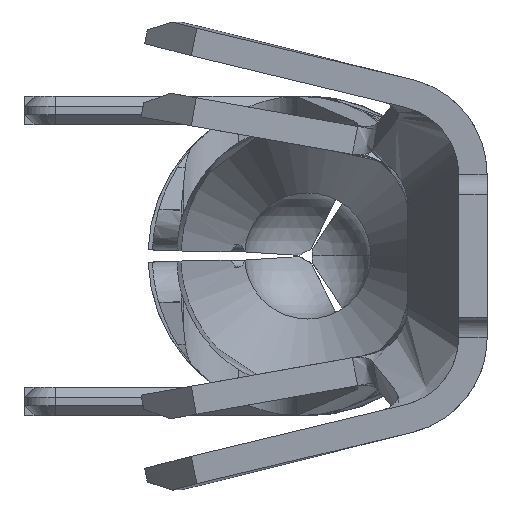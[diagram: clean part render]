
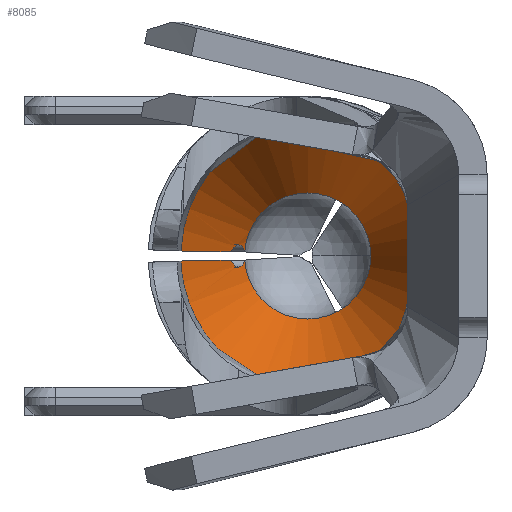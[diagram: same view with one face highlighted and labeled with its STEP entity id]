
A CAD part, left-side view. The second image highlights one B-rep face of the part: STEP entity #8085.
In plain terms, the highlighted free-form (B-spline) face has degree [3, 1] with [6, 2] control points.
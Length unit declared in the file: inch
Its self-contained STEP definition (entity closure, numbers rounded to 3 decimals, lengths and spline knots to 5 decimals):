
#60 = VERTEX_POINT ( 'NONE', #9239 ) ;
#192 = VECTOR ( 'NONE', #7436, 39.37008 ) ;
#305 = CARTESIAN_POINT ( 'NONE',  ( -0.36254, 0.03393, 0.00544 ) ) ;
#313 = DIRECTION ( 'NONE',  ( 0., 0., 1. ) ) ;
#355 = CARTESIAN_POINT ( 'NONE',  ( -0.43, 0.06445, 0.0025 ) ) ;
#472 = CARTESIAN_POINT ( 'NONE',  ( -0.36254, 0.03393, 0.00544 ) ) ;
#559 = DIRECTION ( 'NONE',  ( 1., 0., 0. ) ) ;
#709 = CARTESIAN_POINT ( 'NONE',  ( -0.43, 0.06445, 0.0025 ) ) ;
#759 = ORIENTED_EDGE ( 'NONE', *, *, #1182, .F. ) ;
#764 = CARTESIAN_POINT ( 'NONE',  ( -0.36806, 0.03665, -0.00427 ) ) ;
#866 = CARTESIAN_POINT ( 'NONE',  ( -0.355, 0., 0.031 ) ) ;
#869 = EDGE_CURVE ( 'NONE', #2698, #1959, #9746, .T. ) ;
#1182 = EDGE_CURVE ( 'NONE', #9035, #60, #2284, .T. ) ;
#1186 = EDGE_CURVE ( 'NONE', #60, #2698, #6294, .T. ) ;
#1203 = CARTESIAN_POINT ( 'NONE',  ( -0.43, 0., 0.0645 ) ) ;
#1251 = CARTESIAN_POINT ( 'NONE',  ( -0.43, 0., 0. ) ) ;
#1258 = ORIENTED_EDGE ( 'NONE', *, *, #2070, .T. ) ;
#1416 = AXIS2_PLACEMENT_3D ( 'NONE', #2532, #7805, #3298 ) ;
#1477 = CARTESIAN_POINT ( 'NONE',  ( -0.3925, 0.04769, -0.00225 ) ) ;
#1511 = CARTESIAN_POINT ( 'NONE',  ( -0.43, 0.06445, -0.0025 ) ) ;
#1739 = AXIS2_PLACEMENT_3D ( 'NONE', #5055, #559, #5787 ) ;
#1742 = CIRCLE ( 'NONE', #9320, 0.031 ) ;
#1756 = CARTESIAN_POINT ( 'NONE',  ( -0.35695, 0.03166, 0.00424 ) ) ;
#1910 = AXIS2_PLACEMENT_3D ( 'NONE', #9342, #4821, #313 ) ;
#1959 = VERTEX_POINT ( 'NONE', #8071 ) ;
#1996 = DIRECTION ( 'NONE',  ( 0., 0., 1. ) ) ;
#2070 = EDGE_CURVE ( 'NONE', #9482, #5736, #4529, .T. ) ;
#2215 = EDGE_CURVE ( 'NONE', #4503, #5736, #4338, .T. ) ;
#2237 = CARTESIAN_POINT ( 'NONE',  ( -0.3925, 0.04769, 0.00225 ) ) ;
#2268 = CARTESIAN_POINT ( 'NONE',  ( -0.35984, 0.03271, -0.00545 ) ) ;
#2284 = CIRCLE ( 'NONE', #1416, 0.0645 ) ;
#2449 = EDGE_CURVE ( 'NONE', #9482, #9035, #7470, .T. ) ;
#2505 = CARTESIAN_POINT ( 'NONE',  ( -0.3598, 0.03269, 0.00544 ) ) ;
#2523 = VECTOR ( 'NONE', #2863, 39.37008 ) ;
#2532 = CARTESIAN_POINT ( 'NONE',  ( -0.43, 0., 0. ) ) ;
#2690 = ORIENTED_EDGE ( 'NONE', *, *, #2215, .F. ) ;
#2698 = VERTEX_POINT ( 'NONE', #1511 ) ;
#2793 = VERTEX_POINT ( 'NONE', #866 ) ;
#2863 = DIRECTION ( 'NONE',  ( 0.913, -0.408, -0.006 ) ) ;
#2935 = CARTESIAN_POINT ( 'NONE',  ( -0.355, 0.02718, -0.06009 ) ) ;
#3013 = ORIENTED_EDGE ( 'NONE', *, *, #7163, .T. ) ;
#3040 = CARTESIAN_POINT ( 'NONE',  ( -0.355, 0.03094, -0.002 ) ) ;
#3298 = DIRECTION ( 'NONE',  ( 0., 0., 1. ) ) ;
#3508 = EDGE_CURVE ( 'NONE', #6418, #4503, #6985, .T. ) ;
#3685 = CARTESIAN_POINT ( 'NONE',  ( -0.355, -0.031, -0.05821 ) ) ;
#3692 = VERTEX_POINT ( 'NONE', #7341 ) ;
#3832 = EDGE_CURVE ( 'NONE', #1959, #3692, #4506, .T. ) ;
#3895 = EDGE_LOOP ( 'NONE', ( #6483, #8919, #8512, #759, #9641, #1258, #2690, #7339, #7087, #4039, #3013 ) ) ;
#4021 = VERTEX_POINT ( 'NONE', #5495 ) ;
#4039 = ORIENTED_EDGE ( 'NONE', *, *, #6145, .T. ) ;
#4138 = CARTESIAN_POINT ( 'NONE',  ( -0.355, 0., 0. ) ) ;
#4338 = B_SPLINE_CURVE_WITH_KNOTS ( 'NONE', 3,
 ( #305, #4817, #9334, #5542 ),
 .UNSPECIFIED., .F., .F.,
 ( 4, 4 ),
 ( 0.00023, 0.00046 ),
 .UNSPECIFIED. ) ;
#4452 = CARTESIAN_POINT ( 'NONE',  ( -0.355, -0.031, 0.05821 ) ) ;
#4456 = CARTESIAN_POINT ( 'NONE',  ( -0.355, 0., 0. ) ) ;
#4503 = VERTEX_POINT ( 'NONE', #472 ) ;
#4506 = B_SPLINE_CURVE_WITH_KNOTS ( 'NONE', 3,
 ( #6015, #764, #6786, #2268, #7539, #3040 ),
 .UNSPECIFIED., .F., .F.,
 ( 4, 2, 4 ),
 ( 0., 0.00023, 0.00046 ),
 .UNSPECIFIED. ) ;
#4529 = LINE ( 'NONE', #2237, #2523 ) ;
#4754 = CARTESIAN_POINT ( 'NONE',  ( -0.355, 0.03094, 0.002 ) ) ;
#4817 = CARTESIAN_POINT ( 'NONE',  ( -0.36533, 0.03519, 0.00544 ) ) ;
#4821 = DIRECTION ( 'NONE',  ( 1., 0., 0. ) ) ;
#4905 = DIRECTION ( 'NONE',  ( 0., 0., -1. ) ) ;
#5055 = CARTESIAN_POINT ( 'NONE',  ( -0.355, 0., 0. ) ) ;
#5176 = CARTESIAN_POINT ( 'NONE',  ( -0.355, 0.03094, -0.002 ) ) ;
#5178 = EDGE_CURVE ( 'NONE', #6418, #2793, #1742, .T. ) ;
#5201 = CARTESIAN_POINT ( 'NONE',  ( -0.355, 0.02718, 0.06009 ) ) ;
#5206 = DIRECTION ( 'NONE',  ( 0., 0., -1. ) ) ;
#5460 =( BOUNDED_SURFACE ( )  B_SPLINE_SURFACE ( 3, 1, ( 
 ( #8947, #5176 ),
 ( #7443, #2935 ),
 ( #8212, #3685 ),
 ( #8971, #4452 ),
 ( #9740, #5201 ),
 ( #709, #5949 ) ),
 .UNSPECIFIED., .F., .F., .F. ) 
 B_SPLINE_SURFACE_WITH_KNOTS ( ( 4, 2, 4 ),
 ( 2, 2 ),
 ( 0., 0.5, 1. ),
 ( 0., 1. ),
 .UNSPECIFIED. ) 
 GEOMETRIC_REPRESENTATION_ITEM ( )  RATIONAL_B_SPLINE_SURFACE ( (
 ( 1., 1.),
 ( 0.12, 0.126),
 ( 0.042, 0.045),
 ( 0.042, 0.045),
 ( 0.12, 0.126),
 ( 1., 1.) ) ) 
 REPRESENTATION_ITEM ( '' )  SURFACE ( )  );
#5495 = CARTESIAN_POINT ( 'NONE',  ( -0.355, 0., -0.031 ) ) ;
#5542 = CARTESIAN_POINT ( 'NONE',  ( -0.37, 0.03764, 0.0021 ) ) ;
#5736 = VERTEX_POINT ( 'NONE', #7803 ) ;
#5787 = DIRECTION ( 'NONE',  ( 0., 0., -1. ) ) ;
#5949 = CARTESIAN_POINT ( 'NONE',  ( -0.355, 0.03094, 0.002 ) ) ;
#6007 = AXIS2_PLACEMENT_3D ( 'NONE', #4138, #9430, #4905 ) ;
#6015 = CARTESIAN_POINT ( 'NONE',  ( -0.37, 0.03764, -0.0021 ) ) ;
#6027 = AXIS2_PLACEMENT_3D ( 'NONE', #1251, #6500, #1996 ) ;
#6145 = EDGE_CURVE ( 'NONE', #2793, #4021, #6437, .T. ) ;
#6294 = CIRCLE ( 'NONE', #1910, 0.0645 ) ;
#6418 = VERTEX_POINT ( 'NONE', #8280 ) ;
#6437 = CIRCLE ( 'NONE', #6007, 0.031 ) ;
#6483 = ORIENTED_EDGE ( 'NONE', *, *, #3832, .F. ) ;
#6500 = DIRECTION ( 'NONE',  ( 1., 0., 0. ) ) ;
#6786 = CARTESIAN_POINT ( 'NONE',  ( -0.36536, 0.03521, -0.00542 ) ) ;
#6985 = B_SPLINE_CURVE_WITH_KNOTS ( 'NONE', 3,
 ( #4754, #1756, #2505, #7784 ),
 .UNSPECIFIED., .F., .F.,
 ( 4, 4 ),
 ( 0., 0.00023 ),
 .UNSPECIFIED. ) ;
#7087 = ORIENTED_EDGE ( 'NONE', *, *, #5178, .T. ) ;
#7163 = EDGE_CURVE ( 'NONE', #4021, #3692, #7981, .T. ) ;
#7339 = ORIENTED_EDGE ( 'NONE', *, *, #3508, .F. ) ;
#7341 = CARTESIAN_POINT ( 'NONE',  ( -0.355, 0.03094, -0.002 ) ) ;
#7436 = DIRECTION ( 'NONE',  ( 0.913, -0.408, 0.006 ) ) ;
#7443 = CARTESIAN_POINT ( 'NONE',  ( -0.43, 0.05964, -0.12657 ) ) ;
#7470 = CIRCLE ( 'NONE', #6027, 0.0645 ) ;
#7539 = CARTESIAN_POINT ( 'NONE',  ( -0.35696, 0.03167, -0.00425 ) ) ;
#7784 = CARTESIAN_POINT ( 'NONE',  ( -0.36254, 0.03393, 0.00544 ) ) ;
#7803 = CARTESIAN_POINT ( 'NONE',  ( -0.37, 0.03764, 0.0021 ) ) ;
#7805 = DIRECTION ( 'NONE',  ( 1., 0., 0. ) ) ;
#7981 = CIRCLE ( 'NONE', #1739, 0.031 ) ;
#8071 = CARTESIAN_POINT ( 'NONE',  ( -0.37, 0.03764, -0.0021 ) ) ;
#8085 = ADVANCED_FACE ( 'NONE', ( #9141 ), #5460, .T. ) ;
#8212 = CARTESIAN_POINT ( 'NONE',  ( -0.43, -0.0645, -0.12416 ) ) ;
#8280 = CARTESIAN_POINT ( 'NONE',  ( -0.355, 0.03094, 0.002 ) ) ;
#8512 = ORIENTED_EDGE ( 'NONE', *, *, #1186, .F. ) ;
#8919 = ORIENTED_EDGE ( 'NONE', *, *, #869, .F. ) ;
#8947 = CARTESIAN_POINT ( 'NONE',  ( -0.43, 0.06445, -0.0025 ) ) ;
#8971 = CARTESIAN_POINT ( 'NONE',  ( -0.43, -0.0645, 0.12416 ) ) ;
#9035 = VERTEX_POINT ( 'NONE', #1203 ) ;
#9141 = FACE_OUTER_BOUND ( 'NONE', #3895, .T. ) ;
#9239 = CARTESIAN_POINT ( 'NONE',  ( -0.43, 0., -0.0645 ) ) ;
#9320 = AXIS2_PLACEMENT_3D ( 'NONE', #4456, #9750, #5206 ) ;
#9334 = CARTESIAN_POINT ( 'NONE',  ( -0.36805, 0.03664, 0.00428 ) ) ;
#9342 = CARTESIAN_POINT ( 'NONE',  ( -0.43, 0., 0. ) ) ;
#9430 = DIRECTION ( 'NONE',  ( 1., 0., 0. ) ) ;
#9482 = VERTEX_POINT ( 'NONE', #355 ) ;
#9641 = ORIENTED_EDGE ( 'NONE', *, *, #2449, .F. ) ;
#9740 = CARTESIAN_POINT ( 'NONE',  ( -0.43, 0.05964, 0.12657 ) ) ;
#9746 = LINE ( 'NONE', #1477, #192 ) ;
#9750 = DIRECTION ( 'NONE',  ( 1., 0., 0. ) ) ;
